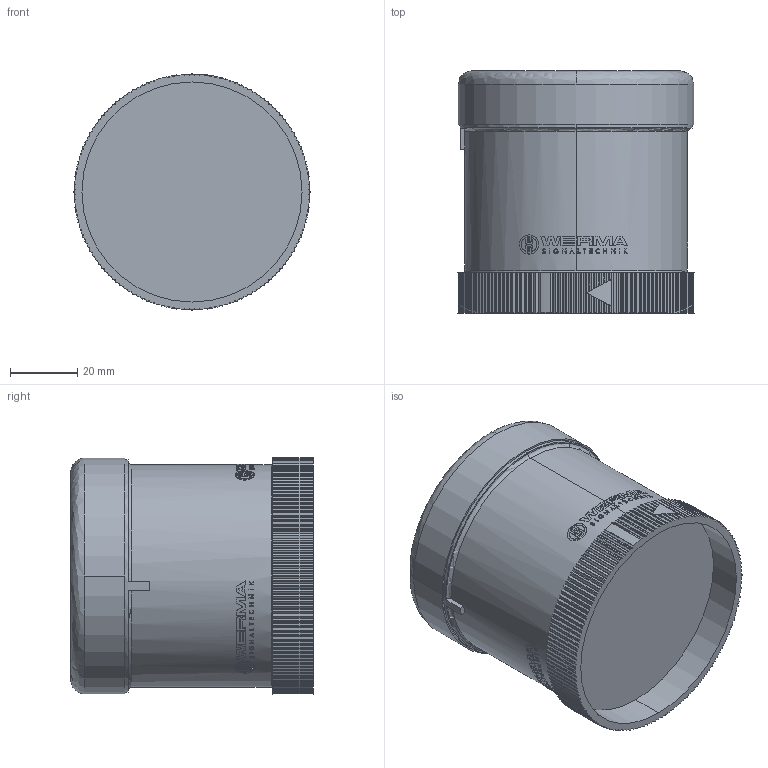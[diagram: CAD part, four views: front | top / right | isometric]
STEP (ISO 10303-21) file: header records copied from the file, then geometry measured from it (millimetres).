
FILE_DESCRIPTION (( 'STEP AP203' ), '1' );
FILE_NAME ('64585055.STEP', '2021-09-30T19:19:54', ( '' ), ( '' ), 'SwSTEP 2.0', 'SolidWorks 2021', '' );
FILE_SCHEMA (( 'CONFIG_CONTROL_DESIGN' ));
Length unit declared in the file: inch
Products named in the file (1): 64585055
Bounding box: 70.14 x 72 x 70.15 mm (x, y, z)
Volume: 216362.7 mm3; surface area: 44182.4 mm2
Topology: 1 solids, 3 shells, 1915 faces, 5337 edges, 3551 vertices
Faces by surface type: plane 1231, cylinder 671, torus 9, bspline 4
Entity records: 65009 total; most frequent: CARTESIAN_POINT 15807, ORIENTED_EDGE 10674, DIRECTION 9883, EDGE_CURVE 5337, VERTEX_POINT 3551, VECTOR 3431, LINE 3431, AXIS2_PLACEMENT_3D 3226
